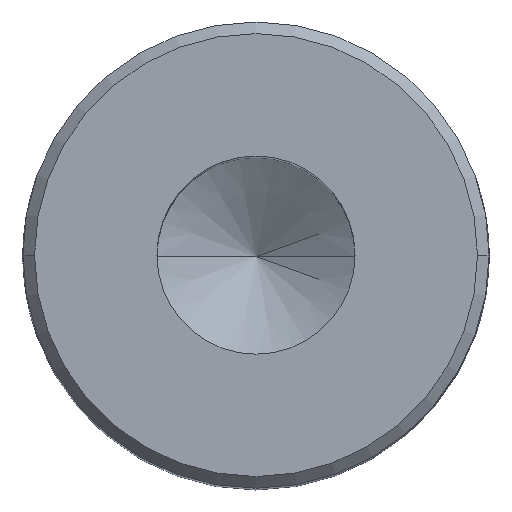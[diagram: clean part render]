
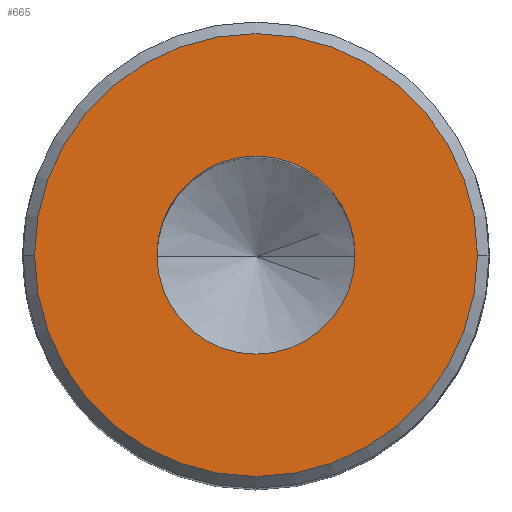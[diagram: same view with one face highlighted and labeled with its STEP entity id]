
A CAD part, top view. The second image highlights one B-rep face of the part: STEP entity #665.
In plain terms, the highlighted planar face has unit normal (0, 0, 1).
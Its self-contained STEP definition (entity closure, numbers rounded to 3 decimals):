
#50 = AXIS2_PLACEMENT_3D ( 'NONE', #101, #553, #556 ) ;
#84 = DIRECTION ( 'NONE',  ( 1., 0., 0. ) ) ;
#101 = CARTESIAN_POINT ( 'NONE',  ( 0., 0., 45. ) ) ;
#109 = DIRECTION ( 'NONE',  ( 1., 0., 0. ) ) ;
#111 = EDGE_LOOP ( 'NONE', ( #117, #243 ) ) ;
#117 = ORIENTED_EDGE ( 'NONE', *, *, #707, .T. ) ;
#122 = AXIS2_PLACEMENT_3D ( 'NONE', #776, #697, #109 ) ;
#145 = EDGE_CURVE ( 'NONE', #492, #526, #694, .T. ) ;
#243 = ORIENTED_EDGE ( 'NONE', *, *, #810, .T. ) ;
#284 = CARTESIAN_POINT ( 'NONE',  ( -9.5, 0., 45. ) ) ;
#295 = CARTESIAN_POINT ( 'NONE',  ( -4.25, 0., 45. ) ) ;
#314 = DIRECTION ( 'NONE',  ( 1., 0., 0. ) ) ;
#331 = EDGE_LOOP ( 'NONE', ( #644, #699 ) ) ;
#355 = CARTESIAN_POINT ( 'NONE',  ( 4.25, 0., 45. ) ) ;
#421 = AXIS2_PLACEMENT_3D ( 'NONE', #570, #830, #314 ) ;
#428 = FACE_OUTER_BOUND ( 'NONE', #111, .T. ) ;
#432 = PLANE ( 'NONE',  #421 ) ;
#483 = CARTESIAN_POINT ( 'NONE',  ( 9.5, 0., 45. ) ) ;
#488 = AXIS2_PLACEMENT_3D ( 'NONE', #608, #616, #84 ) ;
#489 = DIRECTION ( 'NONE',  ( 1., 0., 0. ) ) ;
#492 = VERTEX_POINT ( 'NONE', #355 ) ;
#506 = CIRCLE ( 'NONE', #122, 9.5 ) ;
#526 = VERTEX_POINT ( 'NONE', #295 ) ;
#529 = EDGE_CURVE ( 'NONE', #526, #492, #809, .T. ) ;
#553 = DIRECTION ( 'NONE',  ( 0., 0., 1. ) ) ;
#556 = DIRECTION ( 'NONE',  ( 1., 0., 0. ) ) ;
#568 = VERTEX_POINT ( 'NONE', #483 ) ;
#570 = CARTESIAN_POINT ( 'NONE',  ( 0., 0., 45. ) ) ;
#586 = AXIS2_PLACEMENT_3D ( 'NONE', #759, #625, #489 ) ;
#608 = CARTESIAN_POINT ( 'NONE',  ( 0., 0., 45. ) ) ;
#616 = DIRECTION ( 'NONE',  ( 0., 0., 1. ) ) ;
#625 = DIRECTION ( 'NONE',  ( 0., 0., 1. ) ) ;
#644 = ORIENTED_EDGE ( 'NONE', *, *, #145, .F. ) ;
#645 = FACE_BOUND ( 'NONE', #331, .T. ) ;
#665 = ADVANCED_FACE ( 'NONE', ( #428, #645 ), #432, .T. ) ;
#694 = CIRCLE ( 'NONE', #50, 4.25 ) ;
#697 = DIRECTION ( 'NONE',  ( 0., 0., 1. ) ) ;
#699 = ORIENTED_EDGE ( 'NONE', *, *, #529, .F. ) ;
#707 = EDGE_CURVE ( 'NONE', #839, #568, #506, .T. ) ;
#750 = CIRCLE ( 'NONE', #488, 9.5 ) ;
#759 = CARTESIAN_POINT ( 'NONE',  ( 0., 0., 45. ) ) ;
#776 = CARTESIAN_POINT ( 'NONE',  ( 0., 0., 45. ) ) ;
#809 = CIRCLE ( 'NONE', #586, 4.25 ) ;
#810 = EDGE_CURVE ( 'NONE', #568, #839, #750, .T. ) ;
#830 = DIRECTION ( 'NONE',  ( 0., 0., 1. ) ) ;
#839 = VERTEX_POINT ( 'NONE', #284 ) ;
